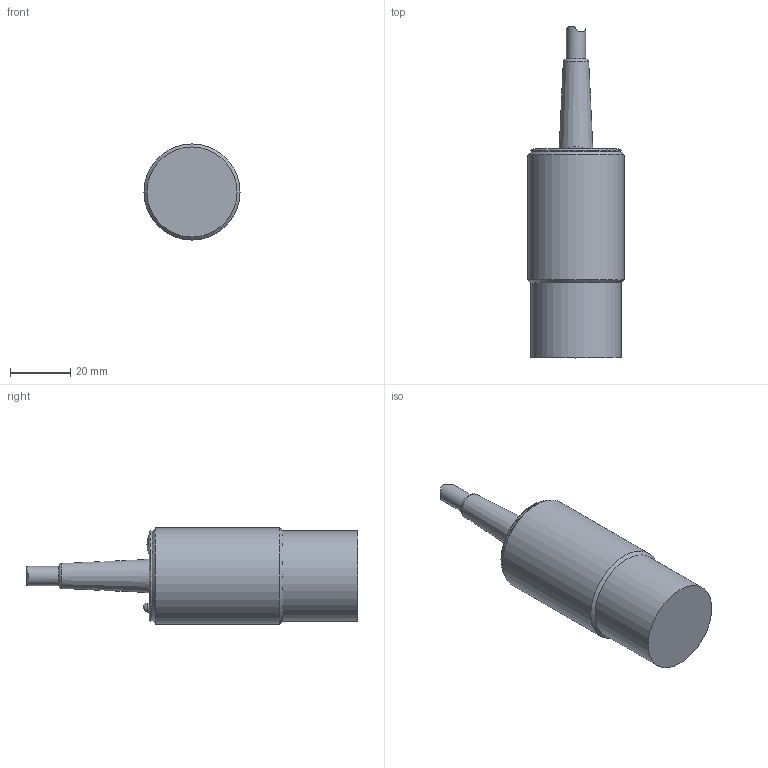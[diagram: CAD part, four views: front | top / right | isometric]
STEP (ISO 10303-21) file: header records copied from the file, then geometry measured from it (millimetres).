
FILE_DESCRIPTION(/* description */ (''),/* implementation_level */ '2;1');
FILE_NAME(/* name */ '402300_Shrinkwrap_1.stp',/* time_stamp */ '2021-12-21T11:04:27+01:00',/* author */ ('Krieger Anja'),/* organization */ (''),/* preprocessor_version */ 'ST-DEVELOPER v18.1',/* originating_system */ 'Autodesk Inventor 2021',/* authorisation */ '');
FILE_SCHEMA (('AUTOMOTIVE_DESIGN { 1 0 10303 214 3 1 1 }'));
Length unit declared in the file: millimetre
Products named in the file (1): 402300_Shrinkwrap_1
Bounding box: 32 x 110.58 x 32 mm (x, y, z)
Volume: 15622.1 mm3; surface area: 17503.8 mm2
Topology: 1 solids, 1 shells, 51 faces, 107 edges, 68 vertices
Faces by surface type: plane 20, cylinder 19, cone 6, torus 4, bspline 1, sphere 1
Full cylindrical faces by diameter (mm): 3 x2, 4 x1, 5 x2, 5.8 x1, 6.4 x2, 14 x1, 28 x2, 28.1 x1, 28.2 x2, 30 x1, 32 x1
Entity records: 1586 total; most frequent: CARTESIAN_POINT 311, DIRECTION 267, ORIENTED_EDGE 210, AXIS2_PLACEMENT_3D 115, EDGE_CURVE 105, VERTEX_POINT 68, CIRCLE 64, EDGE_LOOP 63
